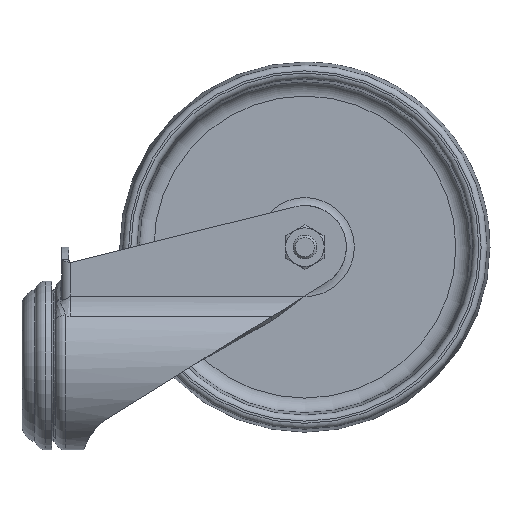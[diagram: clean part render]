
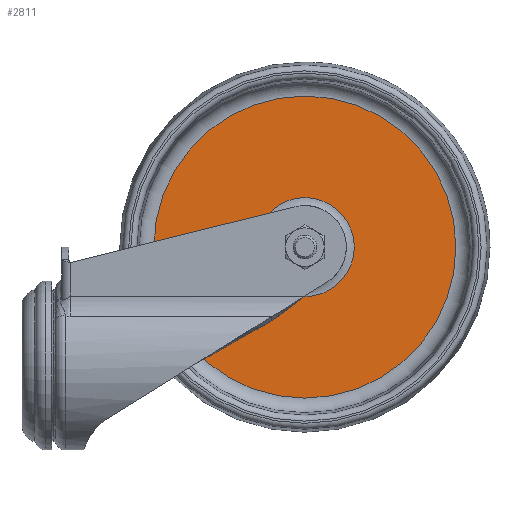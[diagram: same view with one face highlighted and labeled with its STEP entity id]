
A CAD part, left-side view. The second image highlights one B-rep face of the part: STEP entity #2811.
In plain terms, the highlighted planar face has unit normal (-1, 0, 0).
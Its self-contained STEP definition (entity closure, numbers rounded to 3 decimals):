
#377=PLANE($,#3104);
#542=FACE_BOUND($,#962,.T.);
#721=FACE_OUTER_BOUND($,#961,.T.);
#961=EDGE_LOOP($,(#2425));
#962=EDGE_LOOP($,(#2426));
#1084=CIRCLE($,#3073,50.98);
#1086=CIRCLE($,#3076,16.704);
#1333=VERTEX_POINT($,#17124);
#1335=VERTEX_POINT($,#17129);
#1694=EDGE_CURVE($,#1333,#1333,#1084,.T.);
#1696=EDGE_CURVE($,#1335,#1335,#1086,.T.);
#2425=ORIENTED_EDGE($,*,*,#1694,.T.);
#2426=ORIENTED_EDGE($,*,*,#1696,.F.);
#2811=ADVANCED_FACE($,(#721,#542),#377,.F.);
#3073=AXIS2_PLACEMENT_3D($,#17125,#3693,#3694);
#3076=AXIS2_PLACEMENT_3D($,#17130,#3699,#3700);
#3104=AXIS2_PLACEMENT_3D($,#17172,#3755,#3756);
#3693=DIRECTION('center_axis',(-1.,0.,0.));
#3694=DIRECTION('ref_axis',(0.,0.,1.));
#3699=DIRECTION('center_axis',(-1.,0.,0.));
#3700=DIRECTION('ref_axis',(0.,0.,1.));
#3755=DIRECTION('center_axis',(1.,0.,0.));
#3756=DIRECTION('ref_axis',(0.,0.,-1.));
#17124=CARTESIAN_POINT('',(-3.,-95.5,90.98));
#17125=CARTESIAN_POINT('Origin',(-3.,-95.5,40.));
#17129=CARTESIAN_POINT('',(-3.,-95.5,56.704));
#17130=CARTESIAN_POINT('Origin',(-3.,-95.5,40.));
#17172=CARTESIAN_POINT('Origin',(-3.,-44.52,40.));
